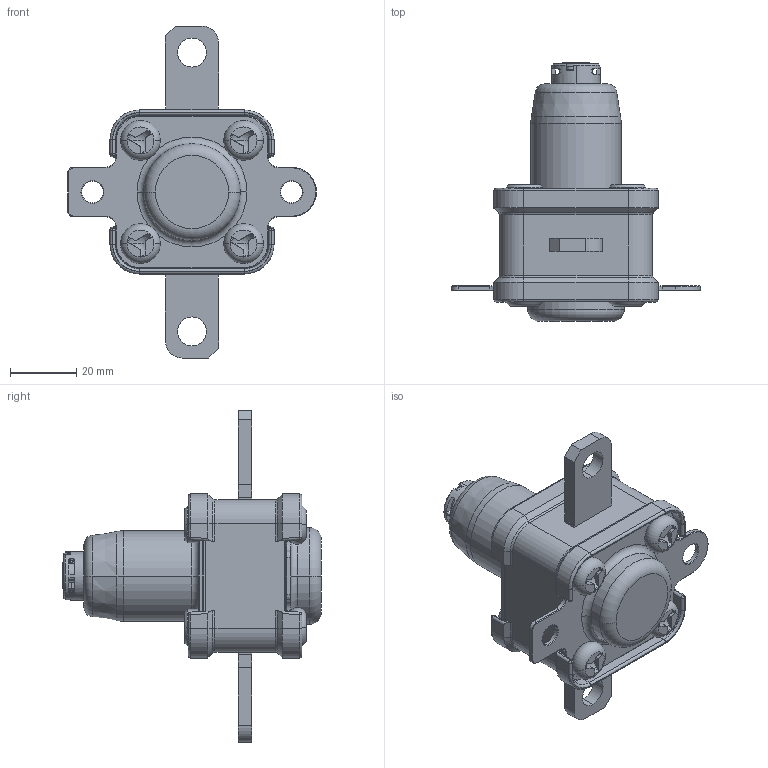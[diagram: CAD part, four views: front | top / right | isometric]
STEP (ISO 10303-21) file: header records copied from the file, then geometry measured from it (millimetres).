
FILE_DESCRIPTION((''),'2;1');
FILE_NAME('77200625_KZ_PRT','2019-09-06T11:24:04',('SYSTEM'),(''),'CREO PARAMETRIC BY PTC INC, 2018500','CREO PARAMETRIC BY PTC INC, 2018500','');
FILE_SCHEMA(('AUTOMOTIVE_DESIGN { 1 0 10303 214 1 1 1 1 }'));
Length unit declared in the file: millimetre
Products named in the file (1): 77200625_KZ_PRT
Bounding box: 75 x 77.88 x 100 mm (x, y, z)
Volume: 92658.1 mm3; surface area: 22105 mm2
Topology: 1 solids, 10 shells, 5982 faces, 16423 edges, 10813 vertices
Faces by surface type: extrusion 2744, plane 2603, cylinder 308, cone 161, torus 91, bspline 49, sphere 26
Entity records: 305270 total; most frequent: CARTESIAN_POINT 63983, ORIENTED_EDGE 32826, PRESENTATION_STYLE_ASSIGNMENT 25113, DIRECTION 20739, STYLED_ITEM 19158, CURVE_STYLE 19157, EDGE_CURVE 16413, VECTOR 12313
